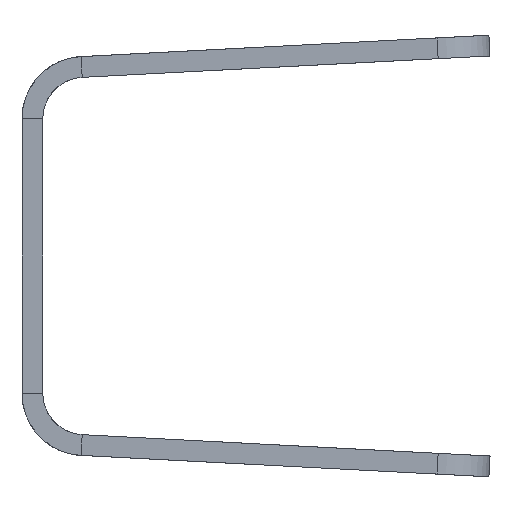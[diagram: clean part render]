
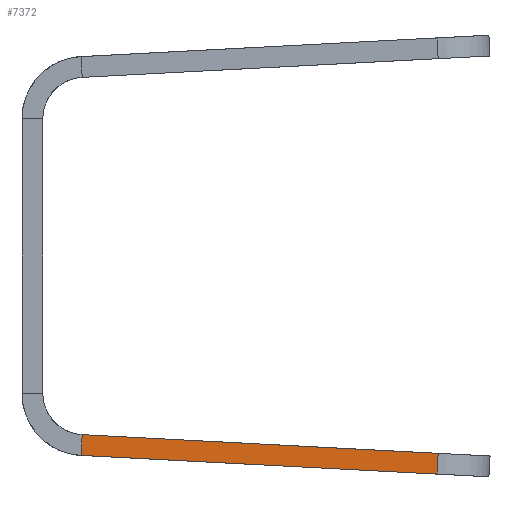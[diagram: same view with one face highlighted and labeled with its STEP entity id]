
A CAD part, left-side view. The second image highlights one B-rep face of the part: STEP entity #7372.
In plain terms, the highlighted planar face has unit normal (-1, 0, 0).
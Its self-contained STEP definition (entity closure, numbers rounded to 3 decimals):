
#100 = ORIENTED_EDGE ( 'NONE', *, *, #8711, .T. ) ;
#143 = CARTESIAN_POINT ( 'NONE',  ( -278., -5.791, -17.196 ) ) ;
#582 = DIRECTION ( 'NONE',  ( 0., 1., 0. ) ) ;
#671 = EDGE_CURVE ( 'NONE', #4581, #6847, #2376, .T. ) ;
#751 = CARTESIAN_POINT ( 'NONE',  ( -278., -39.945, -20.989 ) ) ;
#916 = VECTOR ( 'NONE', #7438, 1000. ) ;
#1159 = VECTOR ( 'NONE', #3410, 1000. ) ;
#1240 = LINE ( 'NONE', #7198, #10515 ) ;
#1282 = ORIENTED_EDGE ( 'NONE', *, *, #5736, .T. ) ;
#2001 = CARTESIAN_POINT ( 'NONE',  ( -278., -1.895, -18.995 ) ) ;
#2376 = LINE ( 'NONE', #9296, #916 ) ;
#2679 = ORIENTED_EDGE ( 'NONE', *, *, #671, .T. ) ;
#2691 = CARTESIAN_POINT ( 'NONE',  ( -278., -40.05, -18.991 ) ) ;
#3035 = LINE ( 'NONE', #7206, #6032 ) ;
#3049 = CARTESIAN_POINT ( 'NONE',  ( -278., -5.686, -19.193 ) ) ;
#3272 = DIRECTION ( 'NONE',  ( 0., -0.052, 0.999 ) ) ;
#3410 = DIRECTION ( 'NONE',  ( 0., 0.052, -0.999 ) ) ;
#4461 = VERTEX_POINT ( 'NONE', #10031 ) ;
#4581 = VERTEX_POINT ( 'NONE', #2691 ) ;
#4928 = AXIS2_PLACEMENT_3D ( 'NONE', #2001, #8373, #582 ) ;
#5174 = ORIENTED_EDGE ( 'NONE', *, *, #9814, .F. ) ;
#5736 = EDGE_CURVE ( 'NONE', #6787, #4581, #1240, .T. ) ;
#5869 = EDGE_LOOP ( 'NONE', ( #5174, #1282, #2679, #100 ) ) ;
#6032 = VECTOR ( 'NONE', #6124, 1000. ) ;
#6124 = DIRECTION ( 'NONE',  ( 0., 0.999, 0.052 ) ) ;
#6649 = PLANE ( 'NONE',  #4928 ) ;
#6787 = VERTEX_POINT ( 'NONE', #751 ) ;
#6847 = VERTEX_POINT ( 'NONE', #143 ) ;
#7198 = CARTESIAN_POINT ( 'NONE',  ( -278., -39.945, -20.989 ) ) ;
#7206 = CARTESIAN_POINT ( 'NONE',  ( -278., 1.092, -18.838 ) ) ;
#7372 = ADVANCED_FACE ( 'NONE', ( #8463 ), #6649, .F. ) ;
#7438 = DIRECTION ( 'NONE',  ( 0., 0.999, 0.052 ) ) ;
#8373 = DIRECTION ( 'NONE',  ( 1., 0., 0. ) ) ;
#8463 = FACE_OUTER_BOUND ( 'NONE', #5869, .T. ) ;
#8711 = EDGE_CURVE ( 'NONE', #6847, #4461, #10155, .T. ) ;
#9296 = CARTESIAN_POINT ( 'NONE',  ( -278., -2., -16.997 ) ) ;
#9814 = EDGE_CURVE ( 'NONE', #6787, #4461, #3035, .T. ) ;
#10031 = CARTESIAN_POINT ( 'NONE',  ( -278., -5.686, -19.193 ) ) ;
#10155 = LINE ( 'NONE', #3049, #1159 ) ;
#10515 = VECTOR ( 'NONE', #3272, 1000. ) ;
